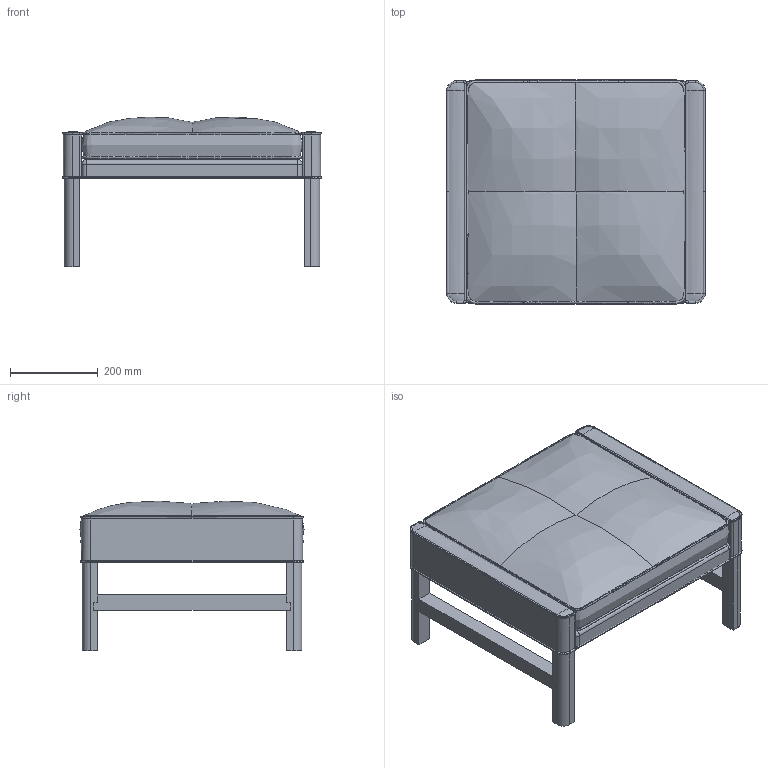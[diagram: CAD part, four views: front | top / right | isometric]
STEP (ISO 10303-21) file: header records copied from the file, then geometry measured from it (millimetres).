
FILE_DESCRIPTION(/* description */ (''),/* implementation_level */ '2;1');
FILE_NAME(/* name */ 'Wood_Frame_CB-511_3D',/* time_stamp */ '2023-10-06T12:36:32+02:00',/* author */ (''),/* organization */ (''),/* preprocessor_version */ 'ST-DEVELOPER v16.5',/* originating_system */ 'Rhino 7.31',/* authorisation */ '');
FILE_SCHEMA (('AUTOMOTIVE_DESIGN'));
Length unit declared in the file: centimetre
Products named in the file (2): Document; Wood_Frame_CB-511
Assembly tree (1 placements, depth 2):
  Document
    Wood_Frame_CB-511
Bounding box: 588.42 x 509.7 x 340.31 mm (x, y, z)
Volume: 10508840.2 mm3; surface area: 1942065.7 mm2
Topology: 8 solids, 49 shells, 168 faces, 467 edges, 339 vertices
Faces by surface type: plane 82, bspline 49, cylinder 37
Full cylindrical faces by diameter (mm): 5 x25
Entity records: 60008 total; most frequent: CARTESIAN_POINT 56700, ORIENTED_EDGE 730, EDGE_CURVE 467, VERTEX_POINT 339, B_SPLINE_CURVE_WITH_KNOTS 307, ADVANCED_FACE 168, FACE_OUTER_BOUND 168, EDGE_LOOP 168
